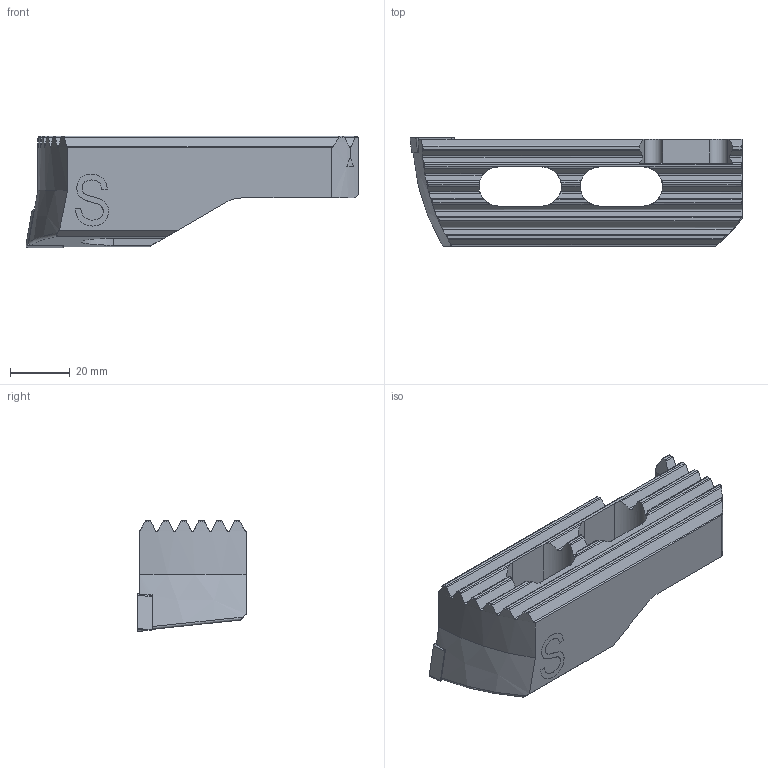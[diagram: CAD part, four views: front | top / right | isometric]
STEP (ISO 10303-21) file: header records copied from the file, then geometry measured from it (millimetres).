
FILE_DESCRIPTION(('no description'),'unknown implementation level');
FILE_NAME('53844F17-6F7C-4346-814D-909194258335_export.stp',' ',('CIMSOURCE GmbH'),('CADClick - KiM GmbH - www.kimweb.de'),'unknown preprocess','ACIS','unknown authorization');
FILE_SCHEMA(('automotive_design'));
Length unit declared in the file: millimetre
Products named in the file (3): 639.481 Kaiser 148-176 SW148 CC12 S|654.991 Kaiser CCMT 120408 K20C;Kombinieren1; 639.481 Kaiser 148-176 SW148 CC12 S|694.150 Kaiser ETL M5 X 13,3 T20 IP 10S;Kreismuster1; 639.481 Kaiser 148-176 SW148 CC12 S|639.481 Kaiser 148-176 SW148 CC12 S;Linear austragen
Bounding box: 111.5 x 36.36 x 37.4 mm (x, y, z)
Volume: 69961.3 mm3; surface area: 20471.5 mm2
Topology: 3 solids, 3 shells, 245 faces, 680 edges, 442 vertices
Faces by surface type: plane 94, cylinder 83, cone 29, bspline 29, torus 10
Entity records: 18774 total; most frequent: CARTESIAN_POINT 5058, STYLED_ITEM 1368, PRESENTATION_STYLE_ASSIGNMENT 1368, COLOUR_RGB 1368, ORIENTED_EDGE 1356, DIRECTION 1199, EDGE_CURVE 678, CURVE_STYLE 678
